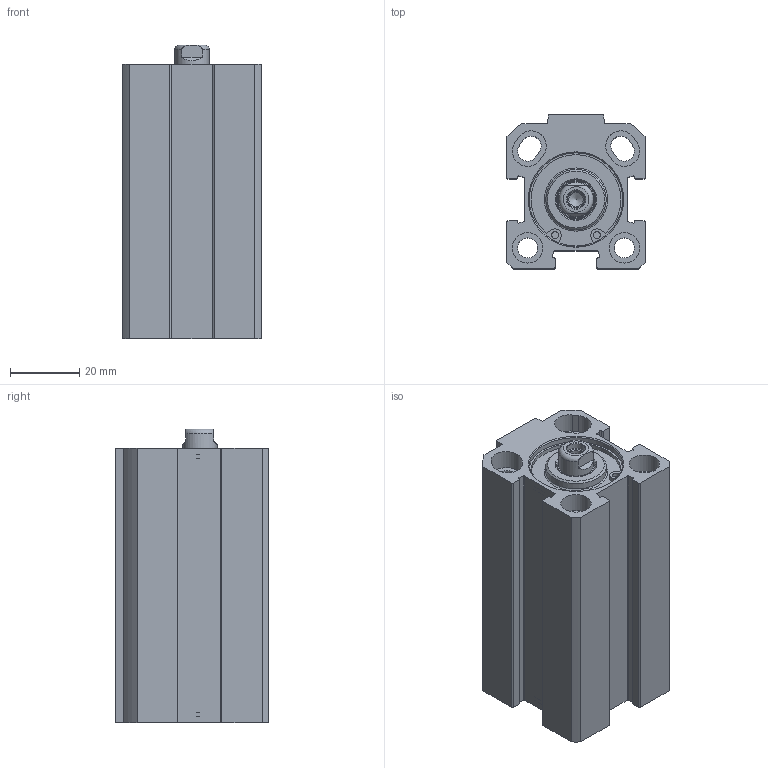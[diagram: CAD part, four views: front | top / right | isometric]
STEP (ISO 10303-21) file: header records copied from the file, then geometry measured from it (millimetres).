
FILE_DESCRIPTION((''),'2;1');
FILE_NAME('FDR025.050.GS.F.stp','2014-06-16T17:05:21',('carlo.corazza'),(''),'Autodesk Inventor 2012','Autodesk Inventor 2012','');
FILE_SCHEMA(('AUTOMOTIVE_DESIGN { 1 0 10303 214 1 1 1 1 }'));
Length unit declared in the file: millimetre
Products named in the file (5): FDR025..GS.F; CORPO-050; STELO-050; TA; TP
Assembly tree (4 placements, depth 2):
  FDR025..GS.F
    CORPO-050
    STELO-050
    TA
    TP
Bounding box: 40 x 44.5 x 85 mm (x, y, z)
Volume: 74087.8 mm3; surface area: 37388.9 mm2
Topology: 4 solids, 4 shells, 201 faces, 488 edges, 315 vertices
Faces by surface type: plane 94, cylinder 79, cone 21, torus 7
Full cylindrical faces by diameter (mm): 1.6 x2, 2 x4, 4.134 x2, 5.25 x1, 5.8 x2, 8.566 x2, 8.8 x4, 10 x1, 10.48 x1, 11.4 x1, 17.5 x2, 25 x1, 26.9 x4, 27 x2, 28.4 x2
Entity records: 5962 total; most frequent: CARTESIAN_POINT 1024, DIRECTION 1016, ORIENTED_EDGE 822, EDGE_CURVE 411, AXIS2_PLACEMENT_3D 401, VERTEX_POINT 297, EDGE_LOOP 296, VECTOR 214
